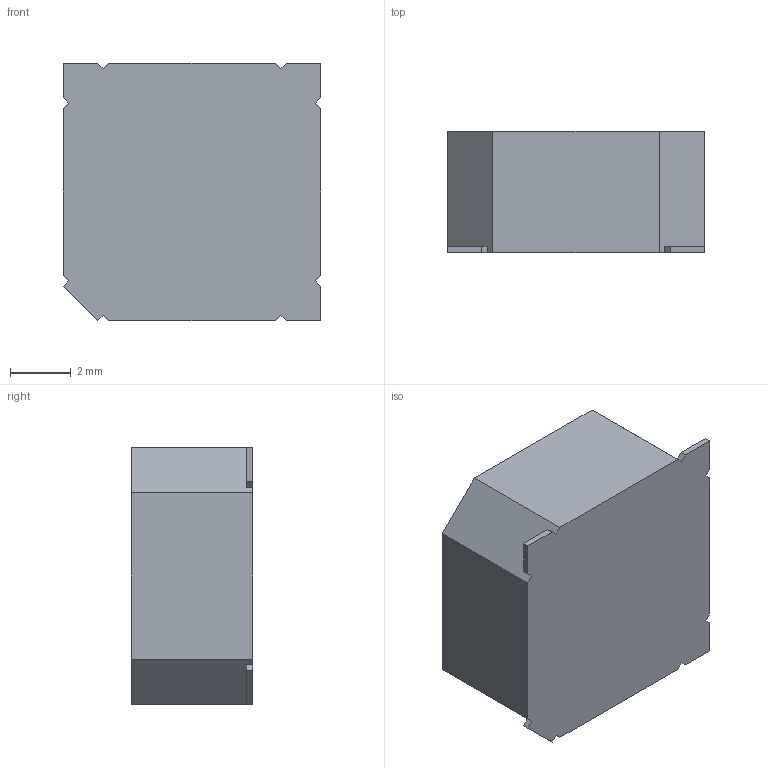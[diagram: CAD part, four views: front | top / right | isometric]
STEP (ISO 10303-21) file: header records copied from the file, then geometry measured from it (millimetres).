
FILE_DESCRIPTION(/* description */ (''),/* implementation_level */ '2;1');
FILE_NAME(/* name */ 'SMT-0840-T.ipt.step',/* time_stamp */ '2024-02-07T22:40:06-05:00',/* author */ ('mckenna'),/* organization */ (''),/* preprocessor_version */ 'ST-DEVELOPER v20',/* originating_system */ 'Autodesk Inventor 2024',/* authorisation */ '');
FILE_SCHEMA (('AUTOMOTIVE_DESIGN { 1 0 10303 214 3 1 1 }'));
Length unit declared in the file: millimetre
Products named in the file (1): SMT-0840-T
Bounding box: 8.5 x 4 x 8.5 mm (x, y, z)
Volume: 137.8 mm3; surface area: 429.4 mm2
Topology: 1 solids, 1 shells, 35 faces, 90 edges, 60 vertices
Faces by surface type: plane 32, cylinder 3
Full cylindrical faces by diameter (mm): 2 x1, 6.9 x1, 7.9 x1
Entity records: 1146 total; most frequent: CARTESIAN_POINT 186, ORIENTED_EDGE 180, DIRECTION 168, EDGE_CURVE 90, LINE 84, VECTOR 84, VERTEX_POINT 60, AXIS2_PLACEMENT_3D 42
